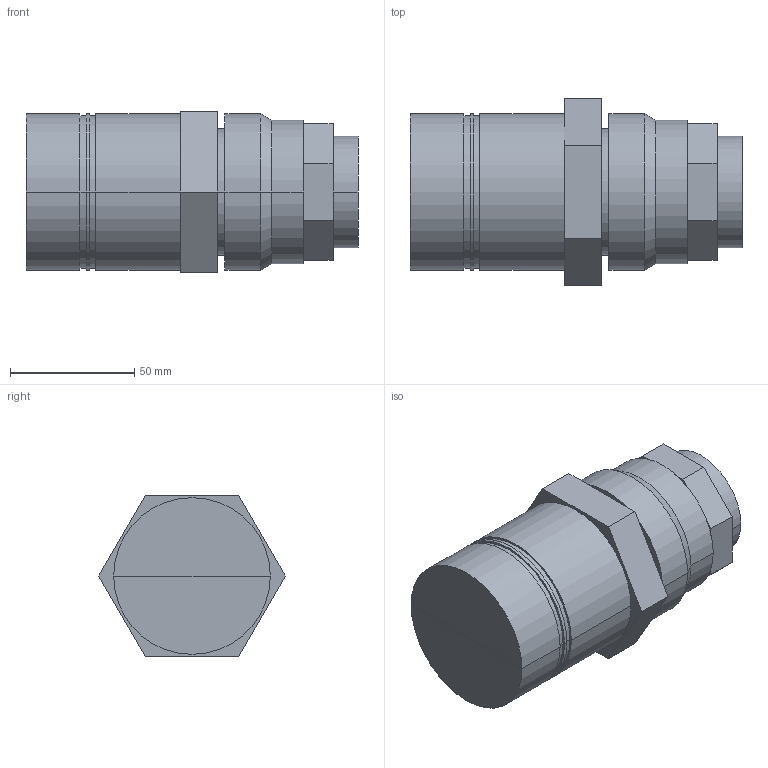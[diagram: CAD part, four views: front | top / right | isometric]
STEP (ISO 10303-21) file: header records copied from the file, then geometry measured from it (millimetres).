
FILE_DESCRIPTION(/* description */ (''),/* implementation_level */ '2;1');
FILE_NAME(/* name */ 'Plumbing_Joints_Aignep_Reducer-90621-3DView-Preview',/* time_stamp */ '2025-08-20T22:13:34+03:00',/* author */ (''),/* organization */ (''),/* preprocessor_version */ 'ST-DEVELOPER v20',/* originating_system */ '',/* authorisation */ '');
FILE_SCHEMA (('AP242_MANAGED_MODEL_BASED_3D_ENGINEERING_MIM_LF { 1 0 10303 442 1 1 4 }'));
Length unit declared in the file: millimetre
Products named in the file (11): TopLevelAssembly; Extrusion; Extrusion_1; Revolve; Revolve_1; Revolve_2; Revolve_3; Extrusion_2; Model Lines; Model Lines_1; Model Lines_2
Assembly tree (10 placements, depth 2):
  TopLevelAssembly
    Extrusion
    Extrusion_1
    Revolve
    Revolve_1
    Revolve_2
    Revolve_3
    Extrusion_2
    Model Lines
    Model Lines_1
    Model Lines_2
Bounding box: 133.5 x 75.06 x 65 mm (x, y, z)
Volume: 396013.8 mm3; surface area: 59822 mm2
Topology: 7 solids, 7 shells, 66 faces, 123 edges, 74 vertices
Faces by surface type: plane 44, cylinder 20, bspline 2
Entity records: 1903 total; most frequent: DIRECTION 333, CARTESIAN_POINT 302, ORIENTED_EDGE 240, AXIS2_PLACEMENT_3D 125, EDGE_CURVE 120, LINE 83, VECTOR 83, VERTEX_POINT 68
